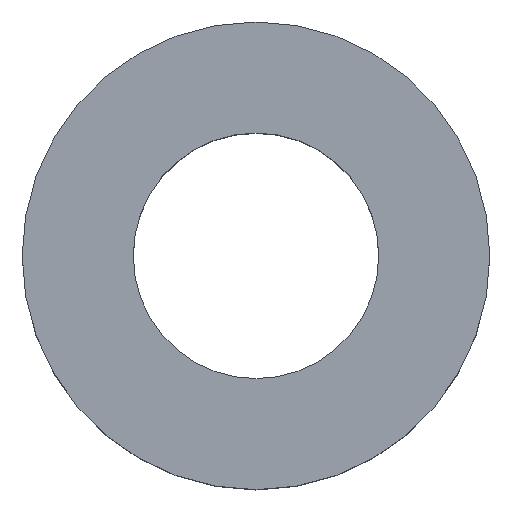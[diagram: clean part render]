
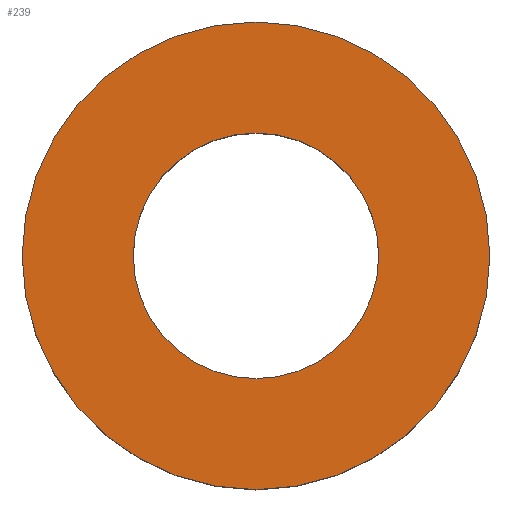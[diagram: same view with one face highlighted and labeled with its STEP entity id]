
A CAD part, top view. The second image highlights one B-rep face of the part: STEP entity #239.
In plain terms, the highlighted planar face has unit normal (0, 0, 1).
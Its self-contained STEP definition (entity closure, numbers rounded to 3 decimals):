
#3 = CIRCLE ( 'NONE', #201, 4. ) ;
#11 = ORIENTED_EDGE ( 'NONE', *, *, #237, .T. ) ;
#23 = CARTESIAN_POINT ( 'NONE',  ( 0., 0., 1.5 ) ) ;
#25 = FACE_BOUND ( 'NONE', #125, .T. ) ;
#26 = CARTESIAN_POINT ( 'NONE',  ( 0., 0., 1.5 ) ) ;
#31 = ORIENTED_EDGE ( 'NONE', *, *, #218, .F. ) ;
#60 = DIRECTION ( 'NONE',  ( 1., 0., 0. ) ) ;
#62 = DIRECTION ( 'NONE',  ( 0., 0., 1. ) ) ;
#63 = DIRECTION ( 'NONE',  ( 1., 0., 0. ) ) ;
#70 = CARTESIAN_POINT ( 'NONE',  ( 0., 0., 1.5 ) ) ;
#72 = DIRECTION ( 'NONE',  ( 0., 0., 1. ) ) ;
#74 = DIRECTION ( 'NONE',  ( 1., 0., 0. ) ) ;
#76 = PLANE ( 'NONE',  #205 ) ;
#78 = DIRECTION ( 'NONE',  ( 0., 0., 1. ) ) ;
#79 = DIRECTION ( 'NONE',  ( 1., 0., 0. ) ) ;
#88 = FACE_OUTER_BOUND ( 'NONE', #129, .T. ) ;
#90 = CIRCLE ( 'NONE', #208, 4. ) ;
#101 = CIRCLE ( 'NONE', #236, 2.1 ) ;
#110 = CIRCLE ( 'NONE', #211, 2.1 ) ;
#123 = ORIENTED_EDGE ( 'NONE', *, *, #209, .F. ) ;
#125 = EDGE_LOOP ( 'NONE', ( #31, #123 ) ) ;
#129 = EDGE_LOOP ( 'NONE', ( #150, #11 ) ) ;
#132 = CARTESIAN_POINT ( 'NONE',  ( 0., 0., 1.5 ) ) ;
#136 = DIRECTION ( 'NONE',  ( 0., 0., 1. ) ) ;
#141 = DIRECTION ( 'NONE',  ( 1., 0., 0. ) ) ;
#150 = ORIENTED_EDGE ( 'NONE', *, *, #232, .T. ) ;
#159 = CARTESIAN_POINT ( 'NONE',  ( 2.1, 0., 1.5 ) ) ;
#160 = CARTESIAN_POINT ( 'NONE',  ( 0., 0., 1.5 ) ) ;
#163 = CARTESIAN_POINT ( 'NONE',  ( -4., 0., 1.5 ) ) ;
#167 = VERTEX_POINT ( 'NONE', #192 ) ;
#170 = VERTEX_POINT ( 'NONE', #163 ) ;
#171 = DIRECTION ( 'NONE',  ( 0., 0., 1. ) ) ;
#173 = VERTEX_POINT ( 'NONE', #176 ) ;
#176 = CARTESIAN_POINT ( 'NONE',  ( -2.1, 0., 1.5 ) ) ;
#183 = VERTEX_POINT ( 'NONE', #159 ) ;
#192 = CARTESIAN_POINT ( 'NONE',  ( 4., 0., 1.5 ) ) ;
#201 = AXIS2_PLACEMENT_3D ( 'NONE', #160, #171, #63 ) ;
#205 = AXIS2_PLACEMENT_3D ( 'NONE', #70, #78, #79 ) ;
#208 = AXIS2_PLACEMENT_3D ( 'NONE', #26, #72, #74 ) ;
#209 = EDGE_CURVE ( 'NONE', #183, #173, #101, .T. ) ;
#211 = AXIS2_PLACEMENT_3D ( 'NONE', #132, #136, #141 ) ;
#218 = EDGE_CURVE ( 'NONE', #173, #183, #110, .T. ) ;
#232 = EDGE_CURVE ( 'NONE', #170, #167, #3, .T. ) ;
#236 = AXIS2_PLACEMENT_3D ( 'NONE', #23, #62, #60 ) ;
#237 = EDGE_CURVE ( 'NONE', #167, #170, #90, .T. ) ;
#239 = ADVANCED_FACE ( 'NONE', ( #88, #25 ), #76, .T. ) ;
